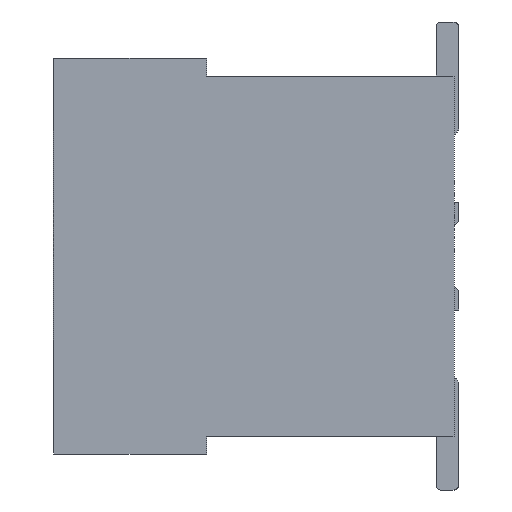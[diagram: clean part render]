
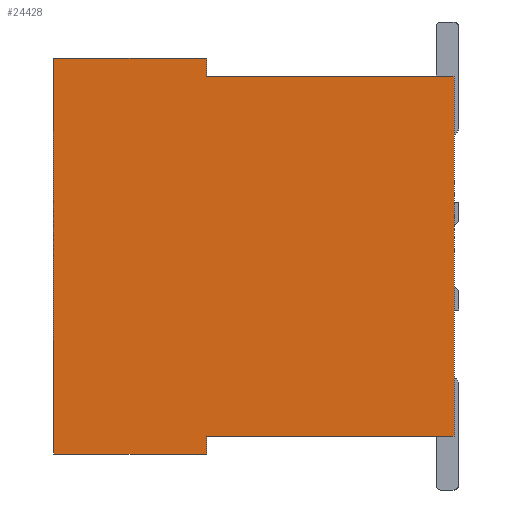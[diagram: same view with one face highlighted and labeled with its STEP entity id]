
A CAD part, left-side view. The second image highlights one B-rep face of the part: STEP entity #24428.
In plain terms, the highlighted planar face has unit normal (-1, 0, 0).
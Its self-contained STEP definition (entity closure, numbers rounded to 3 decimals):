
#2059 = DIRECTION ( 'NONE',  ( 0., 1., 0. ) ) ;
#3128 = VECTOR ( 'NONE', #43551, 1000. ) ;
#4654 = VERTEX_POINT ( 'NONE', #27251 ) ;
#6890 = LINE ( 'NONE', #7630, #42995 ) ;
#7630 = CARTESIAN_POINT ( 'NONE',  ( 3.65, 1.25, -2. ) ) ;
#7794 = CARTESIAN_POINT ( 'NONE',  ( 3.65, 1.25, -2. ) ) ;
#8267 = EDGE_CURVE ( 'NONE', #11065, #14480, #48625, .T. ) ;
#8847 = VERTEX_POINT ( 'NONE', #20479 ) ;
#9887 = CARTESIAN_POINT ( 'NONE',  ( 3.65, 1.25, -2.2 ) ) ;
#10262 = EDGE_CURVE ( 'NONE', #14480, #20379, #30711, .T. ) ;
#10265 = VECTOR ( 'NONE', #37847, 1000. ) ;
#10651 = FACE_OUTER_BOUND ( 'NONE', #20665, .T. ) ;
#10881 = DIRECTION ( 'NONE',  ( 0., 0., 1. ) ) ;
#11065 = VERTEX_POINT ( 'NONE', #7794 ) ;
#12127 = ORIENTED_EDGE ( 'NONE', *, *, #27793, .F. ) ;
#13392 = VERTEX_POINT ( 'NONE', #9887 ) ;
#14042 = DIRECTION ( 'NONE',  ( 0., -1., 0. ) ) ;
#14480 = VERTEX_POINT ( 'NONE', #35470 ) ;
#14548 = LINE ( 'NONE', #29815, #25095 ) ;
#17066 = CARTESIAN_POINT ( 'NONE',  ( 3.65, 1.25, -2.2 ) ) ;
#18415 = DIRECTION ( 'NONE',  ( 0., 1., 0. ) ) ;
#18660 = DIRECTION ( 'NONE',  ( 1., 0., 0. ) ) ;
#18712 = VERTEX_POINT ( 'NONE', #34471 ) ;
#19466 = ORIENTED_EDGE ( 'NONE', *, *, #8267, .T. ) ;
#20379 = VERTEX_POINT ( 'NONE', #46686 ) ;
#20479 = CARTESIAN_POINT ( 'NONE',  ( 3.65, 2.95, -2.2 ) ) ;
#20665 = EDGE_LOOP ( 'NONE', ( #19466, #24801, #31288, #37161, #48839, #45168, #12127, #46435 ) ) ;
#22469 = CARTESIAN_POINT ( 'NONE',  ( 3.65, 1.25, 2. ) ) ;
#22894 = LINE ( 'NONE', #34411, #25374 ) ;
#22958 = CARTESIAN_POINT ( 'NONE',  ( 3.65, -1.5, -2. ) ) ;
#23651 = LINE ( 'NONE', #39177, #43062 ) ;
#24428 = ADVANCED_FACE ( 'NONE', ( #10651 ), #33433, .F. ) ;
#24801 = ORIENTED_EDGE ( 'NONE', *, *, #10262, .T. ) ;
#25095 = VECTOR ( 'NONE', #14042, 1000. ) ;
#25374 = VECTOR ( 'NONE', #10881, 1000. ) ;
#26316 = CARTESIAN_POINT ( 'NONE',  ( 3.65, 1.25, -2. ) ) ;
#26834 = EDGE_CURVE ( 'NONE', #18712, #4654, #14548, .T. ) ;
#27251 = CARTESIAN_POINT ( 'NONE',  ( 3.65, 1.25, 2.2 ) ) ;
#27650 = DIRECTION ( 'NONE',  ( 0., 1., 0. ) ) ;
#27793 = EDGE_CURVE ( 'NONE', #13392, #8847, #47867, .T. ) ;
#28743 = LINE ( 'NONE', #39539, #3128 ) ;
#29815 = CARTESIAN_POINT ( 'NONE',  ( 3.65, 2.95, 2.2 ) ) ;
#30711 = LINE ( 'NONE', #22958, #44024 ) ;
#31288 = ORIENTED_EDGE ( 'NONE', *, *, #35599, .T. ) ;
#31645 = EDGE_CURVE ( 'NONE', #11065, #13392, #6890, .T. ) ;
#31692 = EDGE_CURVE ( 'NONE', #8847, #18712, #22894, .T. ) ;
#32758 = EDGE_CURVE ( 'NONE', #33944, #4654, #28743, .T. ) ;
#33433 = PLANE ( 'NONE',  #36914 ) ;
#33688 = CARTESIAN_POINT ( 'NONE',  ( 3.65, 1.475, 0. ) ) ;
#33944 = VERTEX_POINT ( 'NONE', #22469 ) ;
#34411 = CARTESIAN_POINT ( 'NONE',  ( 3.65, 2.95, -2.2 ) ) ;
#34471 = CARTESIAN_POINT ( 'NONE',  ( 3.65, 2.95, 2.2 ) ) ;
#35470 = CARTESIAN_POINT ( 'NONE',  ( 3.65, -1.5, -2. ) ) ;
#35599 = EDGE_CURVE ( 'NONE', #20379, #33944, #23651, .T. ) ;
#36914 = AXIS2_PLACEMENT_3D ( 'NONE', #33688, #18660, #18415 ) ;
#37161 = ORIENTED_EDGE ( 'NONE', *, *, #32758, .T. ) ;
#37847 = DIRECTION ( 'NONE',  ( 0., -1., 0. ) ) ;
#39177 = CARTESIAN_POINT ( 'NONE',  ( 3.65, 0., 2. ) ) ;
#39539 = CARTESIAN_POINT ( 'NONE',  ( 3.65, 1.25, 2. ) ) ;
#42000 = DIRECTION ( 'NONE',  ( 0., 0., 1. ) ) ;
#42995 = VECTOR ( 'NONE', #45442, 1000. ) ;
#43062 = VECTOR ( 'NONE', #27650, 1000. ) ;
#43551 = DIRECTION ( 'NONE',  ( 0., 0., 1. ) ) ;
#44024 = VECTOR ( 'NONE', #42000, 1000. ) ;
#44456 = VECTOR ( 'NONE', #2059, 1000. ) ;
#45168 = ORIENTED_EDGE ( 'NONE', *, *, #31692, .F. ) ;
#45442 = DIRECTION ( 'NONE',  ( 0., 0., -1. ) ) ;
#46435 = ORIENTED_EDGE ( 'NONE', *, *, #31645, .F. ) ;
#46686 = CARTESIAN_POINT ( 'NONE',  ( 3.65, -1.5, 2. ) ) ;
#47867 = LINE ( 'NONE', #17066, #44456 ) ;
#48625 = LINE ( 'NONE', #26316, #10265 ) ;
#48839 = ORIENTED_EDGE ( 'NONE', *, *, #26834, .F. ) ;
